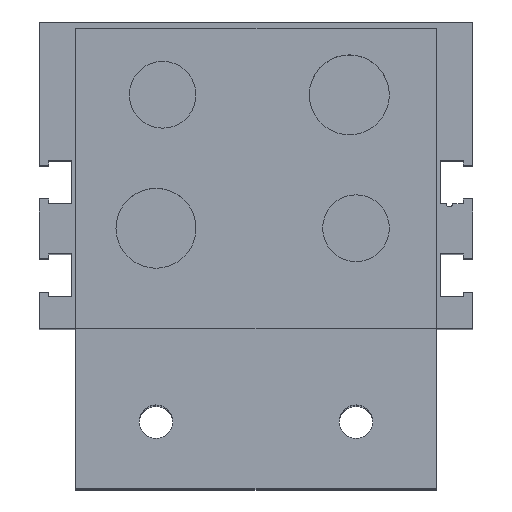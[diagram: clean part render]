
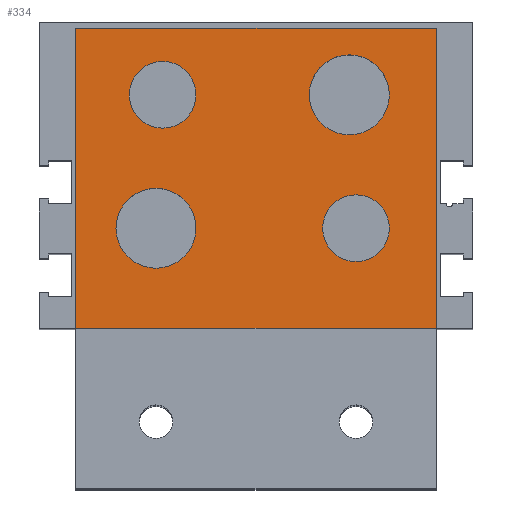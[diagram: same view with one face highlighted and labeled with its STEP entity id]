
A CAD part, top view. The second image highlights one B-rep face of the part: STEP entity #334.
In plain terms, the highlighted planar face has unit normal (0, 0, 1).
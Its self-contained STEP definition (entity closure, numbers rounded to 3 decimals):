
#223 = EDGE_CURVE ( 'NONE', #237, #266, #3741, .T. ) ;
#234 = VERTEX_POINT ( 'NONE', #3780 ) ;
#237 = VERTEX_POINT ( 'NONE', #3807 ) ;
#266 = VERTEX_POINT ( 'NONE', #3888 ) ;
#268 = EDGE_CURVE ( 'NONE', #2864, #2853, #3878, .T. ) ;
#284 = EDGE_CURVE ( 'NONE', #322, #357, #3895, .T. ) ;
#290 = EDGE_CURVE ( 'NONE', #3428, #234, #3918, .T. ) ;
#318 = EDGE_CURVE ( 'NONE', #2861, #2848, #3941, .T. ) ;
#319 = ORIENTED_EDGE ( 'NONE', *, *, #268, .F. ) ;
#320 = VERTEX_POINT ( 'NONE', #3937 ) ;
#321 = EDGE_CURVE ( 'NONE', #320, #322, #3930, .T. ) ;
#322 = VERTEX_POINT ( 'NONE', #3926 ) ;
#323 = EDGE_LOOP ( 'NONE', ( #319, #328 ) ) ;
#324 = ORIENTED_EDGE ( 'NONE', *, *, #2841, .F. ) ;
#328 = ORIENTED_EDGE ( 'NONE', *, *, #2870, .F. ) ;
#330 = ORIENTED_EDGE ( 'NONE', *, *, #284, .T. ) ;
#331 = ORIENTED_EDGE ( 'NONE', *, *, #321, .T. ) ;
#334 = ADVANCED_FACE ( 'NONE', ( #3964, #3963, #3962, #3961, #3960 ), #912, .T. ) ;
#336 = EDGE_LOOP ( 'NONE', ( #4474, #324 ) ) ;
#344 = EDGE_LOOP ( 'NONE', ( #345, #331, #330, #364 ) ) ;
#345 = ORIENTED_EDGE ( 'NONE', *, *, #347, .F. ) ;
#346 = VERTEX_POINT ( 'NONE', #929 ) ;
#347 = EDGE_CURVE ( 'NONE', #320, #346, #934, .T. ) ;
#349 = EDGE_LOOP ( 'NONE', ( #363, #352 ) ) ;
#352 = ORIENTED_EDGE ( 'NONE', *, *, #290, .F. ) ;
#353 = ORIENTED_EDGE ( 'NONE', *, *, #358, .F. ) ;
#354 = EDGE_CURVE ( 'NONE', #234, #3428, #921, .T. ) ;
#355 = EDGE_CURVE ( 'NONE', #357, #346, #940, .T. ) ;
#356 = EDGE_LOOP ( 'NONE', ( #353, #359 ) ) ;
#357 = VERTEX_POINT ( 'NONE', #951 ) ;
#358 = EDGE_CURVE ( 'NONE', #266, #237, #947, .T. ) ;
#359 = ORIENTED_EDGE ( 'NONE', *, *, #223, .F. ) ;
#363 = ORIENTED_EDGE ( 'NONE', *, *, #354, .F. ) ;
#364 = ORIENTED_EDGE ( 'NONE', *, *, #355, .T. ) ;
#893 = DIRECTION ( 'NONE',  ( 1., 0., 0. ) ) ;
#894 = DIRECTION ( 'NONE',  ( 0., 0., 1. ) ) ;
#906 = DIRECTION ( 'NONE',  ( 0., 0., 1. ) ) ;
#907 = CARTESIAN_POINT ( 'NONE',  ( -27., -47., 78. ) ) ;
#912 = PLANE ( 'NONE',  #935 ) ;
#918 = DIRECTION ( 'NONE',  ( 1., 0., 0. ) ) ;
#919 = CARTESIAN_POINT ( 'NONE',  ( 15., -8., 78. ) ) ;
#920 = AXIS2_PLACEMENT_3D ( 'NONE', #919, #894, #893 ) ;
#921 = CIRCLE ( 'NONE', #920, 5. ) ;
#929 = CARTESIAN_POINT ( 'NONE',  ( -27., -23., 78. ) ) ;
#931 = DIRECTION ( 'NONE',  ( -1., 0., 0. ) ) ;
#932 = VECTOR ( 'NONE', #931, 1000. ) ;
#933 = CARTESIAN_POINT ( 'NONE',  ( -27., -23., 78. ) ) ;
#934 = LINE ( 'NONE', #933, #932 ) ;
#935 = AXIS2_PLACEMENT_3D ( 'NONE', #907, #906, #918 ) ;
#938 = VECTOR ( 'NONE', #941, 1000. ) ;
#939 = CARTESIAN_POINT ( 'NONE',  ( -27., 22., 78. ) ) ;
#940 = LINE ( 'NONE', #939, #938 ) ;
#941 = DIRECTION ( 'NONE',  ( 0., -1., 0. ) ) ;
#942 = DIRECTION ( 'NONE',  ( 1., 0., 0. ) ) ;
#943 = DIRECTION ( 'NONE',  ( 0., 0., 1. ) ) ;
#947 = CIRCLE ( 'NONE', #950, 5. ) ;
#949 = CARTESIAN_POINT ( 'NONE',  ( -14., 12., 78. ) ) ;
#950 = AXIS2_PLACEMENT_3D ( 'NONE', #949, #943, #942 ) ;
#951 = CARTESIAN_POINT ( 'NONE',  ( -27., 22., 78. ) ) ;
#1385 = CARTESIAN_POINT ( 'NONE',  ( 20., -8., 78. ) ) ;
#2549 = DIRECTION ( 'NONE',  ( 1., 0., 0. ) ) ;
#2550 = DIRECTION ( 'NONE',  ( 0., 0., 1. ) ) ;
#2551 = CARTESIAN_POINT ( 'NONE',  ( -15., -8., 78. ) ) ;
#2552 = AXIS2_PLACEMENT_3D ( 'NONE', #2551, #2550, #2549 ) ;
#2553 = CIRCLE ( 'NONE', #2552, 6. ) ;
#2579 = CARTESIAN_POINT ( 'NONE',  ( 8., 12., 78. ) ) ;
#2584 = CARTESIAN_POINT ( 'NONE',  ( -21., -8., 78. ) ) ;
#2602 = CARTESIAN_POINT ( 'NONE',  ( -9., -8., 78. ) ) ;
#2603 = DIRECTION ( 'NONE',  ( 0., 0., 1. ) ) ;
#2604 = AXIS2_PLACEMENT_3D ( 'NONE', #2622, #2603, #2609 ) ;
#2609 = DIRECTION ( 'NONE',  ( 1., 0., 0. ) ) ;
#2610 = CIRCLE ( 'NONE', #2604, 6. ) ;
#2621 = CARTESIAN_POINT ( 'NONE',  ( 20., 12., 78. ) ) ;
#2622 = CARTESIAN_POINT ( 'NONE',  ( 14., 12., 78. ) ) ;
#2841 = EDGE_CURVE ( 'NONE', #2848, #2861, #2553, .T. ) ;
#2848 = VERTEX_POINT ( 'NONE', #2584 ) ;
#2853 = VERTEX_POINT ( 'NONE', #2579 ) ;
#2861 = VERTEX_POINT ( 'NONE', #2602 ) ;
#2864 = VERTEX_POINT ( 'NONE', #2621 ) ;
#2870 = EDGE_CURVE ( 'NONE', #2853, #2864, #2610, .T. ) ;
#3428 = VERTEX_POINT ( 'NONE', #1385 ) ;
#3737 = DIRECTION ( 'NONE',  ( 1., 0., 0. ) ) ;
#3738 = DIRECTION ( 'NONE',  ( 0., 0., 1. ) ) ;
#3739 = CARTESIAN_POINT ( 'NONE',  ( -14., 12., 78. ) ) ;
#3740 = AXIS2_PLACEMENT_3D ( 'NONE', #3739, #3738, #3737 ) ;
#3741 = CIRCLE ( 'NONE', #3740, 5. ) ;
#3780 = CARTESIAN_POINT ( 'NONE',  ( 10., -8., 78. ) ) ;
#3807 = CARTESIAN_POINT ( 'NONE',  ( -9., 12., 78. ) ) ;
#3825 = DIRECTION ( 'NONE',  ( 0., 0., 1. ) ) ;
#3872 = DIRECTION ( 'NONE',  ( 0., 0., 1. ) ) ;
#3876 = DIRECTION ( 'NONE',  ( 1., 0., 0. ) ) ;
#3877 = AXIS2_PLACEMENT_3D ( 'NONE', #3887, #3872, #3879 ) ;
#3878 = CIRCLE ( 'NONE', #3877, 6. ) ;
#3879 = DIRECTION ( 'NONE',  ( 1., 0., 0. ) ) ;
#3887 = CARTESIAN_POINT ( 'NONE',  ( 14., 12., 78. ) ) ;
#3888 = CARTESIAN_POINT ( 'NONE',  ( -19., 12., 78. ) ) ;
#3895 = LINE ( 'NONE', #3910, #3899 ) ;
#3899 = VECTOR ( 'NONE', #3909, 1000. ) ;
#3909 = DIRECTION ( 'NONE',  ( -1., 0., 0. ) ) ;
#3910 = CARTESIAN_POINT ( 'NONE',  ( -27., 22., 78. ) ) ;
#3916 = CARTESIAN_POINT ( 'NONE',  ( 15., -8., 78. ) ) ;
#3917 = AXIS2_PLACEMENT_3D ( 'NONE', #3916, #3825, #3876 ) ;
#3918 = CIRCLE ( 'NONE', #3917, 5. ) ;
#3924 = CARTESIAN_POINT ( 'NONE',  ( -15., -8., 78. ) ) ;
#3926 = CARTESIAN_POINT ( 'NONE',  ( 27., 22., 78. ) ) ;
#3927 = DIRECTION ( 'NONE',  ( 0., 1., 0. ) ) ;
#3928 = VECTOR ( 'NONE', #3927, 1000. ) ;
#3929 = CARTESIAN_POINT ( 'NONE',  ( 27., 22., 78. ) ) ;
#3930 = LINE ( 'NONE', #3929, #3928 ) ;
#3937 = CARTESIAN_POINT ( 'NONE',  ( 27., -23., 78. ) ) ;
#3938 = DIRECTION ( 'NONE',  ( 1., 0., 0. ) ) ;
#3939 = DIRECTION ( 'NONE',  ( 0., 0., 1. ) ) ;
#3940 = AXIS2_PLACEMENT_3D ( 'NONE', #3924, #3939, #3938 ) ;
#3941 = CIRCLE ( 'NONE', #3940, 6. ) ;
#3960 = FACE_BOUND ( 'NONE', #356, .T. ) ;
#3961 = FACE_BOUND ( 'NONE', #349, .T. ) ;
#3962 = FACE_OUTER_BOUND ( 'NONE', #344, .T. ) ;
#3963 = FACE_BOUND ( 'NONE', #323, .T. ) ;
#3964 = FACE_BOUND ( 'NONE', #336, .T. ) ;
#4474 = ORIENTED_EDGE ( 'NONE', *, *, #318, .F. ) ;
